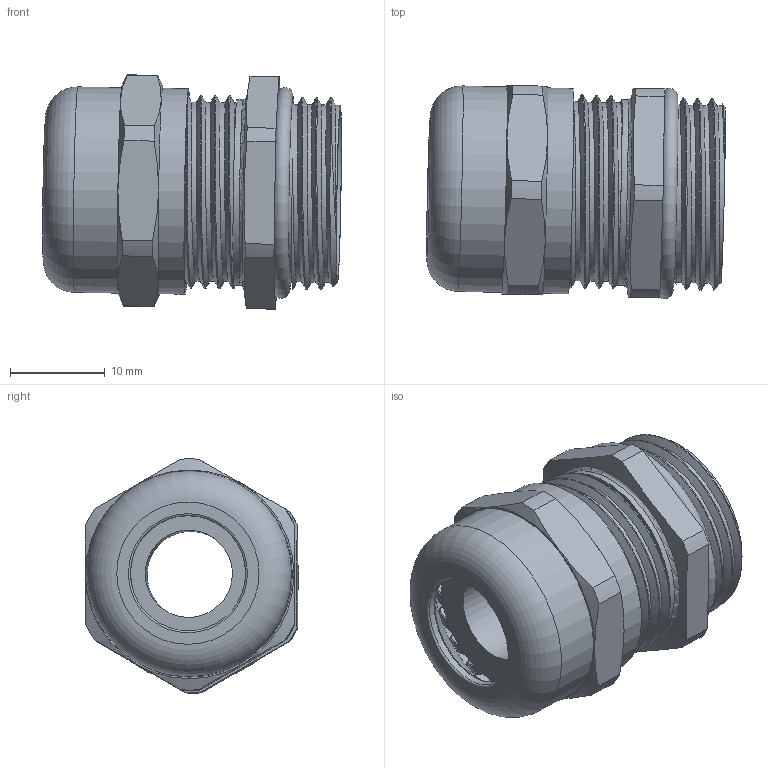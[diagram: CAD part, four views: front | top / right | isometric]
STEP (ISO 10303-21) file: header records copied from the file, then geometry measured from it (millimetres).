
FILE_DESCRIPTION(/* description */ ('Euro-Top PG 13,5 Edelstahl, KB: 5-9 mm'),/* implementation_level */ '2;1');
FILE_NAME(/* name */ '90180413-RST.stp',/* time_stamp */ '2019-12-16T12:12:04+01:00',/* author */ ('sl'),/* organization */ (''),/* preprocessor_version */ 'ST-DEVELOPER v16.5',/* originating_system */ 'Autodesk Inventor 2017',/* authorisation */ '');
FILE_SCHEMA (('AUTOMOTIVE_DESIGN { 1 0 10303 214 3 1 1 }'));
Length unit declared in the file: millimetre
Products named in the file (6): 90180413; 90080413; 90180413_1; 90080413_1; 90080413_2; 90080413_3
Assembly tree (5 placements, depth 2):
  90180413
    90080413
    90180413_1
    90080413_1
    90080413_2
    90080413_3
Bounding box: 31.49 x 22.48 x 24.69 mm (x, y, z)
Volume: 5116.8 mm3; surface area: 8546.3 mm2
Topology: 5 solids, 5 shells, 453 faces, 1125 edges, 683 vertices
Faces by surface type: cylinder 160, plane 139, torus 61, bspline 44, cone 31, sphere 18
Full cylindrical faces by diameter (mm): 9.2 x1, 12.14 x1, 12.9 x1, 13.2 x2, 15.75 x1, 15.8 x1, 16.91 x1, 17 x1, 17.644 x1, 18.698 x3, 18.85 x1, 19.17 x6, 19.6 x1, 21.498 x1, 21.66 x2
Entity records: 17140 total; most frequent: CARTESIAN_POINT 6792, DIRECTION 2218, ORIENTED_EDGE 2114, EDGE_CURVE 1057, AXIS2_PLACEMENT_3D 922, VERTEX_POINT 656, CIRCLE 511, EDGE_LOOP 487
